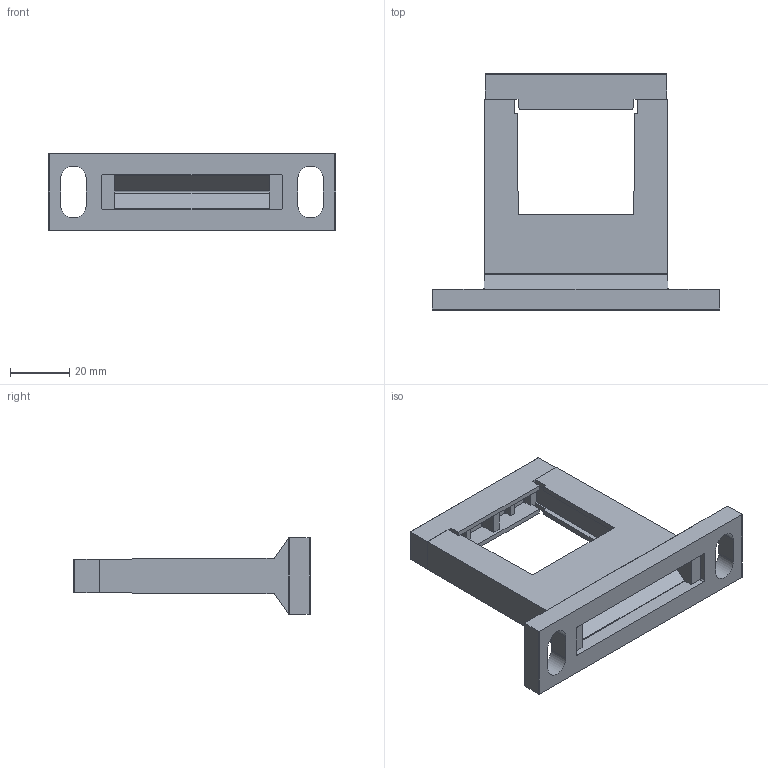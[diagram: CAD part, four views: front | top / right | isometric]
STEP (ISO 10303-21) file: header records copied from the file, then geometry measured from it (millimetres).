
FILE_DESCRIPTION(/* description */ ('STEP AP214'),/* implementation_level */ '2;1');
FILE_NAME(/* name */ 'EAC40T-P01',/* time_stamp */ '2026-03-18T11:33:15+01:00',/* author */ ('License CC BY-ND 4.0'),/* organization */ ('CADENAS'),/* preprocessor_version */ 'ST-DEVELOPER v20',/* originating_system */ 'PARTsolutions',/* authorisation */ ' ');
FILE_SCHEMA (('AUTOMOTIVE_DESIGN {1 0 10303 214 3 1 1}'));
Length unit declared in the file: millimetre
Products named in the file (1): EAC40T-P01
Bounding box: 96.99 x 79.65 x 25.98 mm (x, y, z)
Volume: 43931.6 mm3; surface area: 19227.3 mm2
Topology: 1 solids, 1 shells, 139 faces, 392 edges, 260 vertices
Faces by surface type: plane 104, cylinder 35
Full cylindrical faces by diameter (mm): 8.5 x2, 10.4 x2
Entity records: 4490 total; most frequent: CARTESIAN_POINT 788, ORIENTED_EDGE 776, DIRECTION 742, EDGE_CURVE 388, LINE 314, VECTOR 314, VERTEX_POINT 260, AXIS2_PLACEMENT_3D 214
